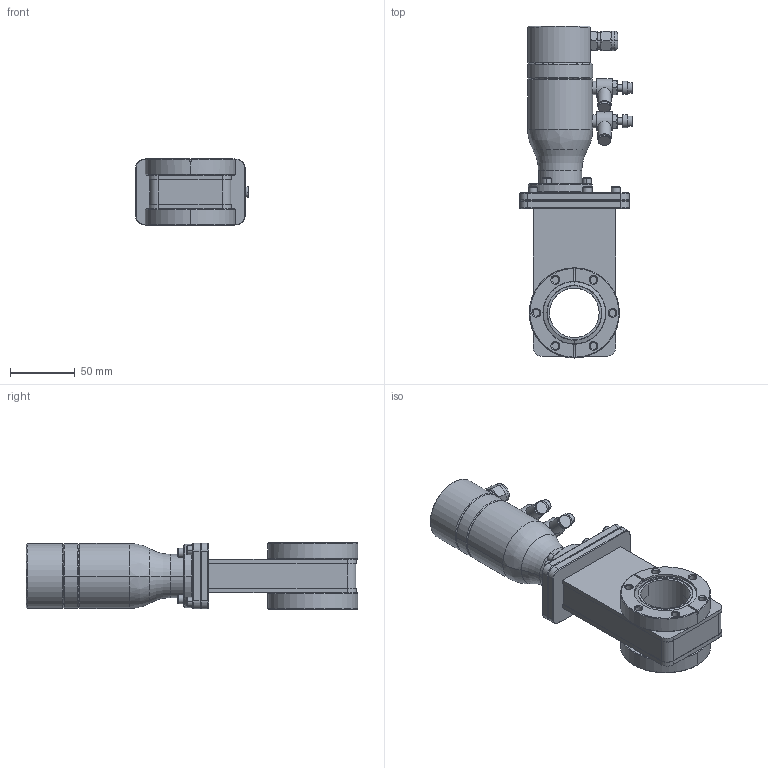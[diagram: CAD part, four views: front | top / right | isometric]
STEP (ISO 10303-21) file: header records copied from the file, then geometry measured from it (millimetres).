
FILE_DESCRIPTION((''),'2;1');
FILE_NAME('11212-0150R','2011-02-14T',('matt'),(''),'PRO/ENGINEER BY PARAMETRIC TECHNOLOGY CORPORATION, 2010280','PRO/ENGINEER BY PARAMETRIC TECHNOLOGY CORPORATION, 2010280','');
FILE_SCHEMA(('CONFIG_CONTROL_DESIGN'));
Length unit declared in the file: inch
Products named in the file (1): 11212-0150R
Bounding box: 86.61 x 255.35 x 51.49 mm (x, y, z)
Volume: 502254.2 mm3; surface area: 71593.4 mm2
Topology: 1 solids, 1 shells, 470 faces, 1071 edges, 646 vertices
Faces by surface type: plane 199, cone 130, cylinder 123, torus 16, bspline 2
Entity records: 13584 total; most frequent: CARTESIAN_POINT 2895, DIRECTION 2312, ORIENTED_EDGE 2142, EDGE_CURVE 1071, AXIS2_PLACEMENT_3D 897, VERTEX_POINT 646, EDGE_LOOP 523, VECTOR 518
